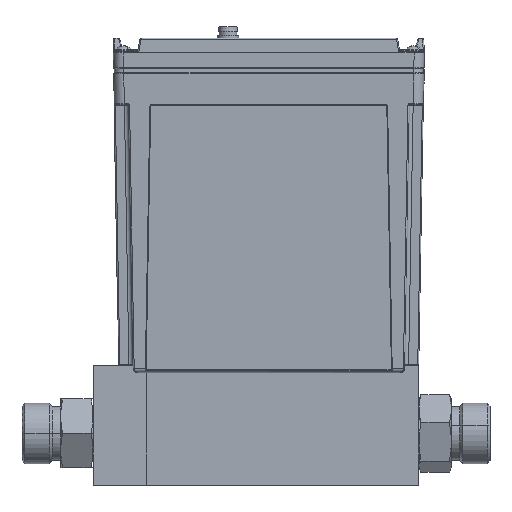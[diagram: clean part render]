
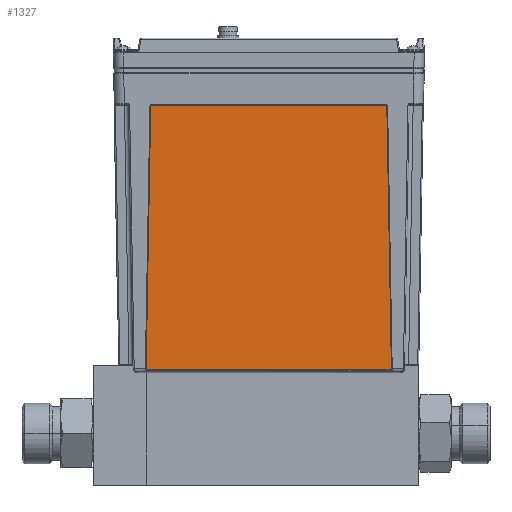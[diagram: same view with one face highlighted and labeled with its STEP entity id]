
A CAD part, top view. The second image highlights one B-rep face of the part: STEP entity #1327.
In plain terms, the highlighted planar face has unit normal (0, -0.018, 1).
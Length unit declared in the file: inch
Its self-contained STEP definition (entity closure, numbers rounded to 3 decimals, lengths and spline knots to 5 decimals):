
#43 = CARTESIAN_POINT ( 'NONE',  ( -2.74315, 0.82953, 0.96338 ) ) ;
#429 = ORIENTED_EDGE ( 'NONE', *, *, #9698, .T. ) ;
#935 = PLANE ( 'NONE',  #29027 ) ;
#1327 = ADVANCED_FACE ( 'NONE', ( #20363 ), #935, .T. ) ;
#2475 = CARTESIAN_POINT ( 'NONE',  ( -2.74315, 0.80953, 0.96303 ) ) ;
#2624 = EDGE_LOOP ( 'NONE', ( #429, #19826, #31140, #35423, #44418, #36515, #38618, #27962 ) ) ;
#3483 = VECTOR ( 'NONE', #17751, 39.37008 ) ;
#3638 = DIRECTION ( 'NONE',  ( 1., 0., 0. ) ) ;
#4795 = DIRECTION ( 'NONE',  ( 1., 0., 0. ) ) ;
#5656 = VECTOR ( 'NONE', #30248, 39.37008 ) ;
#5892 = VERTEX_POINT ( 'NONE', #13666 ) ;
#6569 = CIRCLE ( 'NONE', #29879, 0.02 ) ;
#7305 = VECTOR ( 'NONE', #20079, 39.37008 ) ;
#8057 = EDGE_CURVE ( 'NONE', #5892, #24261, #40963, .T. ) ;
#8257 = EDGE_CURVE ( 'NONE', #14659, #27214, #31883, .T. ) ;
#9047 = EDGE_CURVE ( 'NONE', #29701, #29508, #39983, .T. ) ;
#9689 = CARTESIAN_POINT ( 'NONE',  ( 0.77015, 0.82953, 0.96338 ) ) ;
#9698 = EDGE_CURVE ( 'NONE', #25655, #27254, #43547, .T. ) ;
#9831 = CARTESIAN_POINT ( 'NONE',  ( 0.79014, 0.82988, 0.96339 ) ) ;
#9841 = CARTESIAN_POINT ( 'NONE',  ( 0.70385, 4.61895, 1.02953 ) ) ;
#9847 = EDGE_CURVE ( 'NONE', #27254, #29701, #11390, .T. ) ;
#9907 = EDGE_CURVE ( 'NONE', #29508, #14659, #37694, .T. ) ;
#10157 = EDGE_CURVE ( 'NONE', #27214, #5892, #25298, .T. ) ;
#10288 = EDGE_CURVE ( 'NONE', #24261, #25655, #6569, .T. ) ;
#11390 = CIRCLE ( 'NONE', #13108, 0.02 ) ;
#12504 = CARTESIAN_POINT ( 'NONE',  ( 0.77015, 0.80953, 0.96303 ) ) ;
#13070 = DIRECTION ( 'NONE',  ( 1., 0., 0. ) ) ;
#13108 = AXIS2_PLACEMENT_3D ( 'NONE', #9689, #33676, #13070 ) ;
#13217 = DIRECTION ( 'NONE',  ( 1., 0., 0. ) ) ;
#13666 = CARTESIAN_POINT ( 'NONE',  ( -2.69684, 4.6193, 1.02953 ) ) ;
#14260 = CARTESIAN_POINT ( 'NONE',  ( -2.6965, 4.63895, 1.02987 ) ) ;
#14659 = VERTEX_POINT ( 'NONE', #22830 ) ;
#14997 = CARTESIAN_POINT ( 'NONE',  ( 0.72384, 4.6193, 1.02953 ) ) ;
#17751 = DIRECTION ( 'NONE',  ( -0.017, -1., -0.017 ) ) ;
#19203 = DIRECTION ( 'NONE',  ( 0., -0.017, 1. ) ) ;
#19826 = ORIENTED_EDGE ( 'NONE', *, *, #9847, .T. ) ;
#20079 = DIRECTION ( 'NONE',  ( -0.017, 1., 0.017 ) ) ;
#20363 = FACE_OUTER_BOUND ( 'NONE', #2624, .T. ) ;
#22830 = CARTESIAN_POINT ( 'NONE',  ( 0.70385, 4.63895, 1.02987 ) ) ;
#24144 = DIRECTION ( 'NONE',  ( 0., -0.017, 1. ) ) ;
#24261 = VERTEX_POINT ( 'NONE', #32899 ) ;
#24633 = AXIS2_PLACEMENT_3D ( 'NONE', #9841, #33833, #13217 ) ;
#25298 = CIRCLE ( 'NONE', #44359, 0.02 ) ;
#25384 = VECTOR ( 'NONE', #4795, 39.37008 ) ;
#25655 = VERTEX_POINT ( 'NONE', #2475 ) ;
#26790 = CARTESIAN_POINT ( 'NONE',  ( 0.7235, 4.63895, 1.02987 ) ) ;
#27214 = VERTEX_POINT ( 'NONE', #42889 ) ;
#27254 = VERTEX_POINT ( 'NONE', #12504 ) ;
#27962 = ORIENTED_EDGE ( 'NONE', *, *, #10288, .T. ) ;
#28596 = CARTESIAN_POINT ( 'NONE',  ( -2.7635, 0.80953, 0.96303 ) ) ;
#29027 = AXIS2_PLACEMENT_3D ( 'NONE', #39220, #37729, #37641 ) ;
#29508 = VERTEX_POINT ( 'NONE', #14997 ) ;
#29701 = VERTEX_POINT ( 'NONE', #9831 ) ;
#29879 = AXIS2_PLACEMENT_3D ( 'NONE', #43, #24144, #3638 ) ;
#30248 = DIRECTION ( 'NONE',  ( -1., 0., 0. ) ) ;
#31140 = ORIENTED_EDGE ( 'NONE', *, *, #9047, .T. ) ;
#31883 = LINE ( 'NONE', #26790, #5656 ) ;
#32899 = CARTESIAN_POINT ( 'NONE',  ( -2.76314, 0.82988, 0.96339 ) ) ;
#33676 = DIRECTION ( 'NONE',  ( 0., -0.017, 1. ) ) ;
#33833 = DIRECTION ( 'NONE',  ( 0., -0.017, 1. ) ) ;
#35423 = ORIENTED_EDGE ( 'NONE', *, *, #9907, .T. ) ;
#36515 = ORIENTED_EDGE ( 'NONE', *, *, #10157, .T. ) ;
#37641 = DIRECTION ( 'NONE',  ( 1., 0., 0. ) ) ;
#37694 = CIRCLE ( 'NONE', #24633, 0.02 ) ;
#37729 = DIRECTION ( 'NONE',  ( 0., -0.017, 1. ) ) ;
#38618 = ORIENTED_EDGE ( 'NONE', *, *, #8057, .T. ) ;
#39220 = CARTESIAN_POINT ( 'NONE',  ( -0.9865, 4.63895, 1.02987 ) ) ;
#39735 = CARTESIAN_POINT ( 'NONE',  ( -2.67685, 4.61895, 1.02953 ) ) ;
#39983 = LINE ( 'NONE', #40882, #7305 ) ;
#40882 = CARTESIAN_POINT ( 'NONE',  ( 0.7905, 0.80953, 0.96303 ) ) ;
#40963 = LINE ( 'NONE', #14260, #3483 ) ;
#42889 = CARTESIAN_POINT ( 'NONE',  ( -2.67685, 4.63895, 1.02987 ) ) ;
#43129 = DIRECTION ( 'NONE',  ( 1., 0., 0. ) ) ;
#43547 = LINE ( 'NONE', #28596, #25384 ) ;
#44359 = AXIS2_PLACEMENT_3D ( 'NONE', #39735, #19203, #43129 ) ;
#44418 = ORIENTED_EDGE ( 'NONE', *, *, #8257, .T. ) ;
